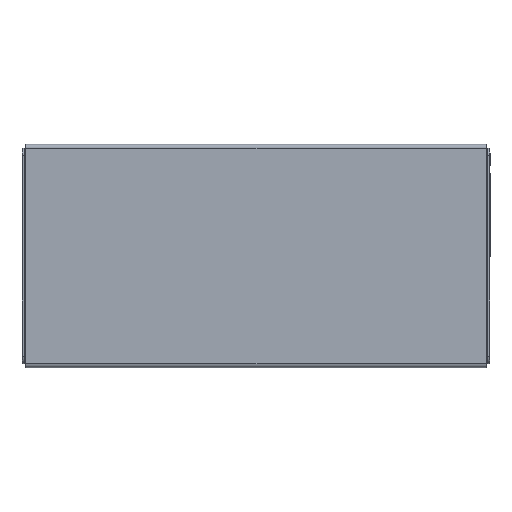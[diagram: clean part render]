
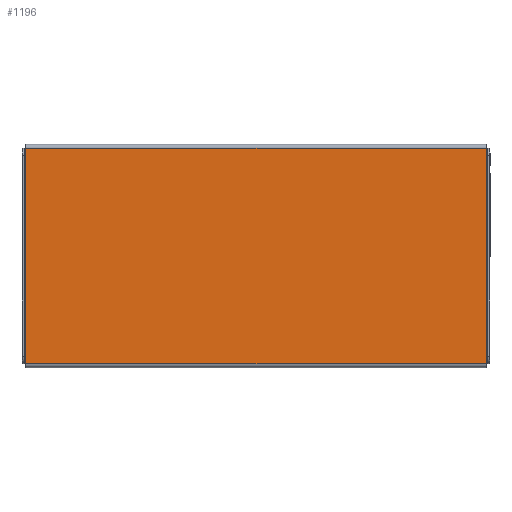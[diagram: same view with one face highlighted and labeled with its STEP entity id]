
A CAD part, top view. The second image highlights one B-rep face of the part: STEP entity #1196.
In plain terms, the highlighted planar face has unit normal (0, 0, 1).
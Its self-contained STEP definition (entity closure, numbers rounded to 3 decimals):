
#16 = CARTESIAN_POINT ( 'NONE',  ( -150.5, -70.5, 0. ) ) ;
#104 = CARTESIAN_POINT ( 'NONE',  ( 150.5, -70.5, 0. ) ) ;
#232 = DIRECTION ( 'NONE',  ( 0., 1., 0. ) ) ;
#273 = EDGE_CURVE ( 'NONE', #1590, #1508, #480, .T. ) ;
#274 = EDGE_CURVE ( 'NONE', #486, #1590, #1070, .T. ) ;
#284 = AXIS2_PLACEMENT_3D ( 'NONE', #1774, #1355, #921 ) ;
#480 = LINE ( 'NONE', #959, #1585 ) ;
#486 = VERTEX_POINT ( 'NONE', #16 ) ;
#501 = PLANE ( 'NONE',  #284 ) ;
#658 = VECTOR ( 'NONE', #1169, 1000. ) ;
#671 = VECTOR ( 'NONE', #942, 1000. ) ;
#853 = ORIENTED_EDGE ( 'NONE', *, *, #273, .T. ) ;
#872 = VECTOR ( 'NONE', #1666, 1000. ) ;
#921 = DIRECTION ( 'NONE',  ( 1., 0., 0. ) ) ;
#928 = LINE ( 'NONE', #1785, #671 ) ;
#942 = DIRECTION ( 'NONE',  ( -1., 0., 0. ) ) ;
#959 = CARTESIAN_POINT ( 'NONE',  ( 150.5, -70.5, 0. ) ) ;
#971 = FACE_OUTER_BOUND ( 'NONE', #1670, .T. ) ;
#1043 = LINE ( 'NONE', #1426, #658 ) ;
#1070 = LINE ( 'NONE', #104, #872 ) ;
#1094 = ORIENTED_EDGE ( 'NONE', *, *, #274, .T. ) ;
#1143 = EDGE_CURVE ( 'NONE', #1508, #1782, #928, .T. ) ;
#1169 = DIRECTION ( 'NONE',  ( 0., -1., 0. ) ) ;
#1196 = ADVANCED_FACE ( 'NONE', ( #971 ), #501, .T. ) ;
#1276 = ORIENTED_EDGE ( 'NONE', *, *, #1625, .T. ) ;
#1313 = CARTESIAN_POINT ( 'NONE',  ( 150.5, -70.5, 0. ) ) ;
#1355 = DIRECTION ( 'NONE',  ( 0., 0., 1. ) ) ;
#1426 = CARTESIAN_POINT ( 'NONE',  ( -150.5, -70.5, 0. ) ) ;
#1438 = CARTESIAN_POINT ( 'NONE',  ( 150.5, 70.5, 0. ) ) ;
#1508 = VERTEX_POINT ( 'NONE', #1438 ) ;
#1585 = VECTOR ( 'NONE', #232, 1000. ) ;
#1590 = VERTEX_POINT ( 'NONE', #1313 ) ;
#1625 = EDGE_CURVE ( 'NONE', #1782, #486, #1043, .T. ) ;
#1666 = DIRECTION ( 'NONE',  ( 1., 0., 0. ) ) ;
#1670 = EDGE_LOOP ( 'NONE', ( #1276, #1094, #853, #1675 ) ) ;
#1675 = ORIENTED_EDGE ( 'NONE', *, *, #1143, .T. ) ;
#1774 = CARTESIAN_POINT ( 'NONE',  ( 0., 0., 0. ) ) ;
#1782 = VERTEX_POINT ( 'NONE', #1801 ) ;
#1785 = CARTESIAN_POINT ( 'NONE',  ( 150.5, 70.5, 0. ) ) ;
#1801 = CARTESIAN_POINT ( 'NONE',  ( -150.5, 70.5, 0. ) ) ;
